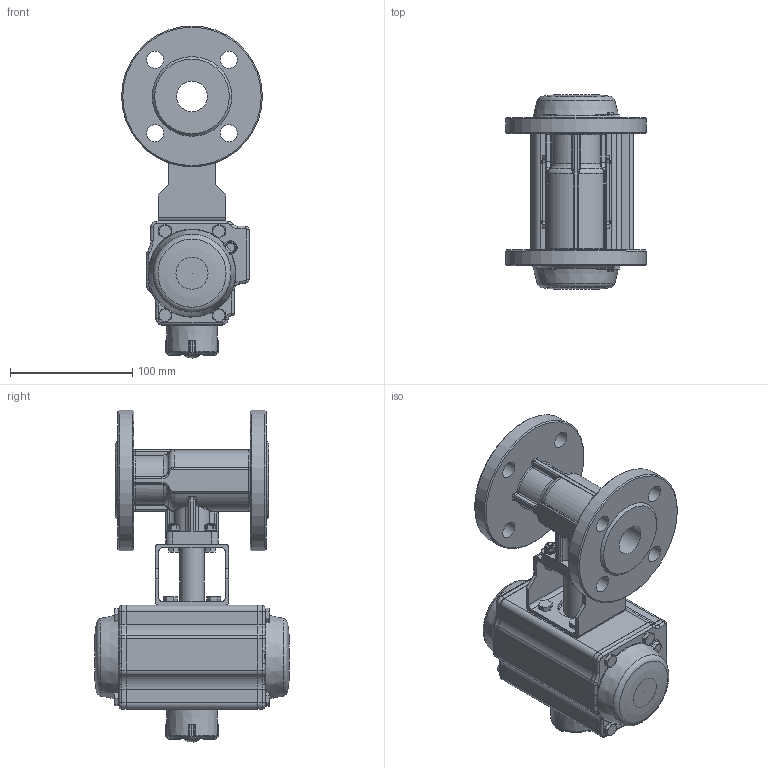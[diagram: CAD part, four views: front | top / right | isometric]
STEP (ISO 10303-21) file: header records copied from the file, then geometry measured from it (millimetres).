
FILE_DESCRIPTION(/* description */ ('Unknown'),/* implementation_level */ '2;1');
FILE_NAME(/* name */ 'DW03 0909-06',/* time_stamp */ '2022-11-14T13:14:46+01:00',/* author */ ('Unknown'),/* organization */ ('Unknown'),/* preprocessor_version */ 'ST-DEVELOPER v16.7',/* originating_system */ 'Solid Edge',/* authorisation */ 'Unknown');
FILE_SCHEMA (('AUTOMOTIVE_DESIGN {1 0 10303 214 3 1 1}'));
Length unit declared in the file: millimetre
Products named in the file (15): DW36_FR26-4.150_160.025; Brücke F04-F05; 4.150_160.025; Spindeladapter SW 11, Aufbau 50 f. 8.112_122.015; DW03_FR02_(DW36_FR26); KP-63; hexagon head bolts--product grade c gb_GB_FASTENER_BOLT_HHBC M6X30-N; cup head nib bolts with large head gb_GB_FASTENER_BOLT_CHNBW M6X25-N; _____________; ________(___________; ______; DIN558 M5x20; DIN558_M_6x16.1.3; DIN125-5_3.1.3; DIN934_M5
Assembly tree (35 placements, depth 3):
  DW36_FR26-4.150_160.025
    Brücke F04-F05
    4.150_160.025
    Spindeladapter SW 11, Aufbau 50 f. 8.112_122.015
    DW03_FR02_(DW36_FR26)
      KP-63
      hexagon head bolts--product grade c gb_GB_FASTENER_BOLT_HHBC M6X30-N  x8
      cup head nib bolts with large head gb_GB_FASTENER_BOLT_CHNBW M6X25-N
      _____________  x2
      ________(___________  x2
      ______
    DIN558 M5x20  x4
    DIN558_M_6x16.1.3  x4
    DIN125-5_3.1.3  x4
    DIN934_M5  x4
Bounding box: 115 x 159 x 271.11 mm (x, y, z)
Volume: 1349441.3 mm3; surface area: 192152.8 mm2
Topology: 34 solids, 35 shells, 1475 faces, 3535 edges, 2146 vertices
Faces by surface type: plane 545, cylinder 442, bspline 172, cone 149, torus 138, sphere 29
Full cylindrical faces by diameter (mm): 2.325 x2, 3 x16, 3.3 x8, 4.134 x6, 4.2 x8, 4.66 x1, 5 x17, 5.3 x4, 5.5 x4, 6 x17, 6.2 x1, 6.8 x4, 7 x4, 8.8 x2, 10 x4, 14 x8, 15.8 x1, 20 x1, 20.2 x1, 25 x1, 25.5 x1, 28 x1, 30 x3, 38.5 x1, 115 x2
Entity records: 34928 total; most frequent: CARTESIAN_POINT 9192, DIRECTION 4878, ORIENTED_EDGE 4586, EDGE_CURVE 2293, AXIS2_PLACEMENT_3D 1956, VERTEX_POINT 1488, FACE_BOUND 1303, EDGE_LOOP 1273
